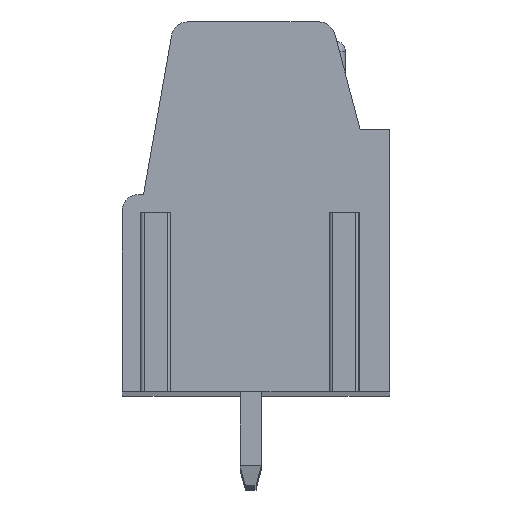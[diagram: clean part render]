
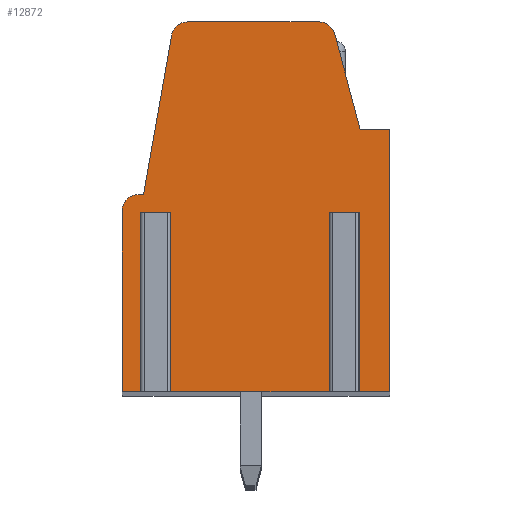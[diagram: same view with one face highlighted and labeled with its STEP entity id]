
A CAD part, top view. The second image highlights one B-rep face of the part: STEP entity #12872.
In plain terms, the highlighted planar face has unit normal (0, 0, 1).
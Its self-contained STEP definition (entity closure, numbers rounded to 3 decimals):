
#13=DIRECTION('',(-1.,0.,0.));
#14=VECTOR('',#13,0.62);
#15=CARTESIAN_POINT('',(3.61,-0.65,99.06));
#16=LINE('',#15,#14);
#17=DIRECTION('',(0.,1.,0.));
#18=VECTOR('',#17,6.7);
#19=CARTESIAN_POINT('',(2.99,-7.35,99.06));
#20=LINE('',#19,#18);
#21=DIRECTION('',(1.,0.,0.));
#22=VECTOR('',#21,6.43);
#23=CARTESIAN_POINT('',(-3.44,-7.35,99.06));
#24=LINE('',#23,#22);
#25=DIRECTION('',(0.,1.,0.));
#26=VECTOR('',#25,6.7);
#27=CARTESIAN_POINT('',(-3.44,-7.35,99.06));
#28=LINE('',#27,#26);
#29=DIRECTION('',(-1.,0.,0.));
#30=VECTOR('',#29,0.62);
#31=CARTESIAN_POINT('',(-3.44,-0.65,99.06));
#32=LINE('',#31,#30);
#33=DIRECTION('',(0.,1.,0.));
#34=VECTOR('',#33,6.7);
#35=CARTESIAN_POINT('',(-4.06,-7.35,99.06));
#36=LINE('',#35,#34);
#37=DIRECTION('',(1.,0.,0.));
#38=VECTOR('',#37,0.94);
#39=CARTESIAN_POINT('',(-5.,-7.35,99.06));
#40=LINE('',#39,#38);
#41=DIRECTION('',(0.,-1.,0.));
#42=VECTOR('',#41,6.75);
#43=CARTESIAN_POINT('',(-5.,-0.6,99.06));
#44=LINE('',#43,#42);
#45=CARTESIAN_POINT('',(-4.4,-0.6,99.06));
#46=DIRECTION('',(0.,0.,1.));
#47=DIRECTION('',(0.,1.,0.));
#48=AXIS2_PLACEMENT_3D('',#45,#46,#47);
#50=DIRECTION('',(-1.,0.,0.));
#51=VECTOR('',#50,0.2);
#52=CARTESIAN_POINT('',(-4.2,0.,99.06));
#53=LINE('',#52,#51);
#54=DIRECTION('',(-0.174,-0.985,0.));
#55=VECTOR('',#54,6.046);
#56=CARTESIAN_POINT('',(-3.15,5.954,99.06));
#57=LINE('',#56,#55);
#58=CARTESIAN_POINT('',(-2.559,5.85,99.06));
#59=DIRECTION('',(0.,0.,1.));
#60=DIRECTION('',(0.,1.,0.));
#61=AXIS2_PLACEMENT_3D('',#58,#59,#60);
#63=DIRECTION('',(-1.,0.,0.));
#64=VECTOR('',#63,4.917);
#65=CARTESIAN_POINT('',(2.358,6.45,99.06));
#66=LINE('',#65,#64);
#67=CARTESIAN_POINT('',(2.358,5.85,99.06));
#68=DIRECTION('',(0.,0.,1.));
#69=DIRECTION('',(0.966,0.259,0.));
#70=AXIS2_PLACEMENT_3D('',#67,#68,#69);
#72=DIRECTION('',(-0.259,0.966,0.));
#73=VECTOR('',#72,3.681);
#74=CARTESIAN_POINT('',(3.89,2.45,99.06));
#75=LINE('',#74,#73);
#76=DIRECTION('',(-1.,0.,0.));
#77=VECTOR('',#76,1.11);
#78=CARTESIAN_POINT('',(5.,2.45,99.06));
#79=LINE('',#78,#77);
#80=DIRECTION('',(0.,1.,0.));
#81=VECTOR('',#80,9.8);
#82=CARTESIAN_POINT('',(5.,-7.35,99.06));
#83=LINE('',#82,#81);
#84=DIRECTION('',(1.,0.,0.));
#85=VECTOR('',#84,1.39);
#86=CARTESIAN_POINT('',(3.61,-7.35,99.06));
#87=LINE('',#86,#85);
#88=DIRECTION('',(0.,1.,0.));
#89=VECTOR('',#88,6.7);
#90=CARTESIAN_POINT('',(3.61,-7.35,99.06));
#91=LINE('',#90,#89);
#10171=CARTESIAN_POINT('',(-5.,-0.6,99.06));
#10172=CARTESIAN_POINT('',(-5.,-7.35,99.06));
#10173=VERTEX_POINT('',#10171);
#10174=VERTEX_POINT('',#10172);
#10175=CARTESIAN_POINT('',(5.,-7.35,99.06));
#10176=CARTESIAN_POINT('',(5.,2.45,99.06));
#10177=VERTEX_POINT('',#10175);
#10178=VERTEX_POINT('',#10176);
#10179=CARTESIAN_POINT('',(3.89,2.45,99.06));
#10180=VERTEX_POINT('',#10179);
#10181=CARTESIAN_POINT('',(2.937,6.005,99.06));
#10182=VERTEX_POINT('',#10181);
#10183=CARTESIAN_POINT('',(2.358,6.45,99.06));
#10184=VERTEX_POINT('',#10183);
#10185=CARTESIAN_POINT('',(-2.559,6.45,99.06));
#10186=VERTEX_POINT('',#10185);
#10187=CARTESIAN_POINT('',(-3.15,5.954,99.06));
#10188=VERTEX_POINT('',#10187);
#10189=CARTESIAN_POINT('',(-4.2,0.,99.06));
#10190=VERTEX_POINT('',#10189);
#10191=CARTESIAN_POINT('',(-4.4,0.,99.06));
#10192=VERTEX_POINT('',#10191);
#10311=CARTESIAN_POINT('',(3.61,-0.65,99.06));
#10312=CARTESIAN_POINT('',(2.99,-0.65,99.06));
#10313=VERTEX_POINT('',#10311);
#10314=VERTEX_POINT('',#10312);
#10315=CARTESIAN_POINT('',(-3.44,-0.65,99.06));
#10316=CARTESIAN_POINT('',(-4.06,-0.65,99.06));
#10317=VERTEX_POINT('',#10315);
#10318=VERTEX_POINT('',#10316);
#10319=CARTESIAN_POINT('',(-4.06,-7.35,99.06));
#10320=VERTEX_POINT('',#10319);
#10321=CARTESIAN_POINT('',(-3.44,-7.35,99.06));
#10322=VERTEX_POINT('',#10321);
#10323=CARTESIAN_POINT('',(3.61,-7.35,99.06));
#10324=VERTEX_POINT('',#10323);
#10325=CARTESIAN_POINT('',(2.99,-7.35,99.06));
#10326=VERTEX_POINT('',#10325);
#12827=CARTESIAN_POINT('',(0.,0.,99.06));
#12828=DIRECTION('',(0.,0.,1.));
#12829=DIRECTION('',(1.,0.,0.));
#12830=AXIS2_PLACEMENT_3D('',#12827,#12828,#12829);
#12831=PLANE('',#12830);
#12833=ORIENTED_EDGE('',*,*,#12832,.T.);
#12835=ORIENTED_EDGE('',*,*,#12834,.F.);
#12837=ORIENTED_EDGE('',*,*,#12836,.F.);
#12839=ORIENTED_EDGE('',*,*,#12838,.T.);
#12841=ORIENTED_EDGE('',*,*,#12840,.T.);
#12843=ORIENTED_EDGE('',*,*,#12842,.F.);
#12845=ORIENTED_EDGE('',*,*,#12844,.F.);
#12847=ORIENTED_EDGE('',*,*,#12846,.F.);
#12849=ORIENTED_EDGE('',*,*,#12848,.F.);
#12851=ORIENTED_EDGE('',*,*,#12850,.F.);
#12853=ORIENTED_EDGE('',*,*,#12852,.F.);
#12855=ORIENTED_EDGE('',*,*,#12854,.F.);
#12857=ORIENTED_EDGE('',*,*,#12856,.F.);
#12859=ORIENTED_EDGE('',*,*,#12858,.F.);
#12861=ORIENTED_EDGE('',*,*,#12860,.F.);
#12863=ORIENTED_EDGE('',*,*,#12862,.F.);
#12865=ORIENTED_EDGE('',*,*,#12864,.F.);
#12867=ORIENTED_EDGE('',*,*,#12866,.F.);
#12869=ORIENTED_EDGE('',*,*,#12868,.T.);
#12870=EDGE_LOOP('',(#12833,#12835,#12837,#12839,#12841,#12843,#12845,#12847,
#12849,#12851,#12853,#12855,#12857,#12859,#12861,#12863,#12865,#12867,#12869));
#12871=FACE_OUTER_BOUND('',#12870,.F.);
#49=CIRCLE('',#48,0.6);
#62=CIRCLE('',#61,0.6);
#71=CIRCLE('',#70,0.6);
#12832=EDGE_CURVE('',#10313,#10314,#16,.T.);
#12834=EDGE_CURVE('',#10326,#10314,#20,.T.);
#12836=EDGE_CURVE('',#10322,#10326,#24,.T.);
#12838=EDGE_CURVE('',#10322,#10317,#28,.T.);
#12840=EDGE_CURVE('',#10317,#10318,#32,.T.);
#12842=EDGE_CURVE('',#10320,#10318,#36,.T.);
#12844=EDGE_CURVE('',#10174,#10320,#40,.T.);
#12846=EDGE_CURVE('',#10173,#10174,#44,.T.);
#12848=EDGE_CURVE('',#10192,#10173,#49,.T.);
#12850=EDGE_CURVE('',#10190,#10192,#53,.T.);
#12852=EDGE_CURVE('',#10188,#10190,#57,.T.);
#12854=EDGE_CURVE('',#10186,#10188,#62,.T.);
#12856=EDGE_CURVE('',#10184,#10186,#66,.T.);
#12858=EDGE_CURVE('',#10182,#10184,#71,.T.);
#12860=EDGE_CURVE('',#10180,#10182,#75,.T.);
#12862=EDGE_CURVE('',#10178,#10180,#79,.T.);
#12864=EDGE_CURVE('',#10177,#10178,#83,.T.);
#12866=EDGE_CURVE('',#10324,#10177,#87,.T.);
#12868=EDGE_CURVE('',#10324,#10313,#91,.T.);
#12872=ADVANCED_FACE('',(#12871),#12831,.T.);
